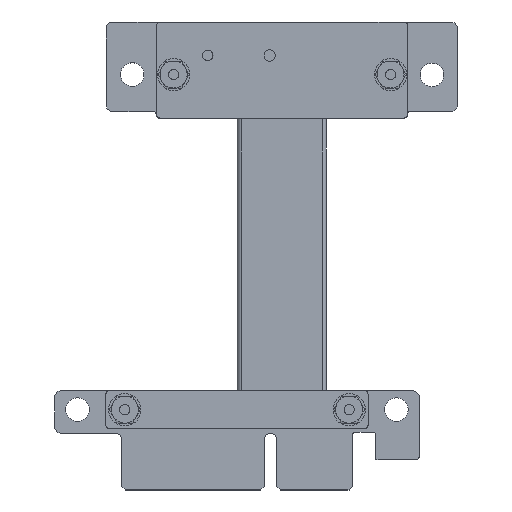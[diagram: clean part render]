
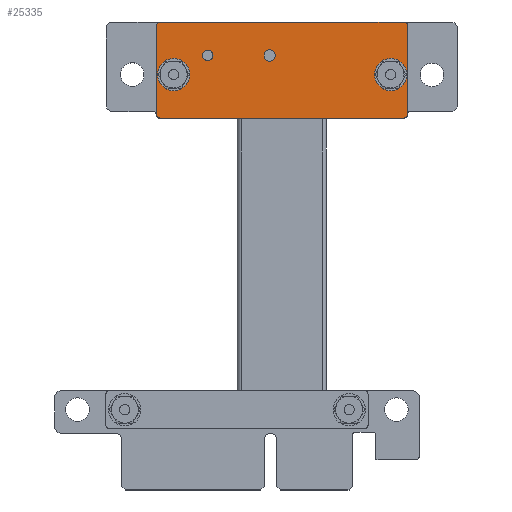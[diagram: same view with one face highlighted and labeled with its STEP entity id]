
A CAD part, top view. The second image highlights one B-rep face of the part: STEP entity #25335.
In plain terms, the highlighted face is planar.
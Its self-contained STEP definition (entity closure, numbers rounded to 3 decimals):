
#25335 = ADVANCED_FACE('',(#25336,#25347,#25358),#25428,.F.);
#25336 = FACE_BOUND('',#25337,.T.);
#25337 = EDGE_LOOP('',(#25338));
#25338 = ORIENTED_EDGE('',*,*,#25339,.F.);
#25339 = EDGE_CURVE('',#25340,#25340,#25342,.T.);
#25340 = VERTEX_POINT('',#25341);
#25341 = CARTESIAN_POINT('',(-2.5,0.,5.38));
#25342 = CIRCLE('',#25343,2.4);
#25343 = AXIS2_PLACEMENT_3D('',#25344,#25345,#25346);
#25344 = CARTESIAN_POINT('',(-2.5,0.,7.78));
#25345 = DIRECTION('',(0.,-1.,0.));
#25346 = DIRECTION('',(0.,0.,-1.));
#25347 = FACE_BOUND('',#25348,.T.);
#25348 = EDGE_LOOP('',(#25349));
#25349 = ORIENTED_EDGE('',*,*,#25350,.F.);
#25350 = EDGE_CURVE('',#25351,#25351,#25353,.T.);
#25351 = VERTEX_POINT('',#25352);
#25352 = CARTESIAN_POINT('',(-34.7,0.,5.38));
#25353 = CIRCLE('',#25354,2.4);
#25354 = AXIS2_PLACEMENT_3D('',#25355,#25356,#25357);
#25355 = CARTESIAN_POINT('',(-34.7,0.,7.78));
#25356 = DIRECTION('',(0.,-1.,0.));
#25357 = DIRECTION('',(0.,0.,-1.));
#25358 = FACE_BOUND('',#25359,.T.);
#25359 = EDGE_LOOP('',(#25360,#25370,#25379,#25387,#25396,#25404,#25413,
    #25421));
#25360 = ORIENTED_EDGE('',*,*,#25361,.F.);
#25361 = EDGE_CURVE('',#25362,#25364,#25366,.T.);
#25362 = VERTEX_POINT('',#25363);
#25363 = CARTESIAN_POINT('',(-36.7,0.,14.23));
#25364 = VERTEX_POINT('',#25365);
#25365 = CARTESIAN_POINT('',(-0.5,0.,14.23));
#25366 = LINE('',#25367,#25368);
#25367 = CARTESIAN_POINT('',(-37.2,0.,14.23));
#25368 = VECTOR('',#25369,1.);
#25369 = DIRECTION('',(1.,0.,0.));
#25370 = ORIENTED_EDGE('',*,*,#25371,.T.);
#25371 = EDGE_CURVE('',#25362,#25372,#25374,.T.);
#25372 = VERTEX_POINT('',#25373);
#25373 = CARTESIAN_POINT('',(-37.2,0.,13.73));
#25374 = CIRCLE('',#25375,0.5);
#25375 = AXIS2_PLACEMENT_3D('',#25376,#25377,#25378);
#25376 = CARTESIAN_POINT('',(-36.7,0.,13.73));
#25377 = DIRECTION('',(0.,-1.,0.));
#25378 = DIRECTION('',(0.,0.,1.));
#25379 = ORIENTED_EDGE('',*,*,#25380,.F.);
#25380 = EDGE_CURVE('',#25381,#25372,#25383,.T.);
#25381 = VERTEX_POINT('',#25382);
#25382 = CARTESIAN_POINT('',(-37.2,0.,0.5));
#25383 = LINE('',#25384,#25385);
#25384 = CARTESIAN_POINT('',(-37.2,0.,0.));
#25385 = VECTOR('',#25386,1.);
#25386 = DIRECTION('',(0.,0.,1.));
#25387 = ORIENTED_EDGE('',*,*,#25388,.T.);
#25388 = EDGE_CURVE('',#25381,#25389,#25391,.T.);
#25389 = VERTEX_POINT('',#25390);
#25390 = CARTESIAN_POINT('',(-36.7,0.,0.));
#25391 = CIRCLE('',#25392,0.5);
#25392 = AXIS2_PLACEMENT_3D('',#25393,#25394,#25395);
#25393 = CARTESIAN_POINT('',(-36.7,0.,0.5));
#25394 = DIRECTION('',(0.,-1.,0.));
#25395 = DIRECTION('',(0.,0.,1.));
#25396 = ORIENTED_EDGE('',*,*,#25397,.F.);
#25397 = EDGE_CURVE('',#25398,#25389,#25400,.T.);
#25398 = VERTEX_POINT('',#25399);
#25399 = CARTESIAN_POINT('',(-0.5,0.,0.));
#25400 = LINE('',#25401,#25402);
#25401 = CARTESIAN_POINT('',(0.,0.,0.));
#25402 = VECTOR('',#25403,1.);
#25403 = DIRECTION('',(-1.,0.,0.));
#25404 = ORIENTED_EDGE('',*,*,#25405,.T.);
#25405 = EDGE_CURVE('',#25398,#25406,#25408,.T.);
#25406 = VERTEX_POINT('',#25407);
#25407 = CARTESIAN_POINT('',(0.,0.,0.5));
#25408 = CIRCLE('',#25409,0.5);
#25409 = AXIS2_PLACEMENT_3D('',#25410,#25411,#25412);
#25410 = CARTESIAN_POINT('',(-0.5,0.,0.5));
#25411 = DIRECTION('',(0.,-1.,0.));
#25412 = DIRECTION('',(0.,0.,1.));
#25413 = ORIENTED_EDGE('',*,*,#25414,.F.);
#25414 = EDGE_CURVE('',#25415,#25406,#25417,.T.);
#25415 = VERTEX_POINT('',#25416);
#25416 = CARTESIAN_POINT('',(0.,0.,13.73));
#25417 = LINE('',#25418,#25419);
#25418 = CARTESIAN_POINT('',(0.,0.,14.23));
#25419 = VECTOR('',#25420,1.);
#25420 = DIRECTION('',(0.,0.,-1.));
#25421 = ORIENTED_EDGE('',*,*,#25422,.T.);
#25422 = EDGE_CURVE('',#25415,#25364,#25423,.T.);
#25423 = CIRCLE('',#25424,0.5);
#25424 = AXIS2_PLACEMENT_3D('',#25425,#25426,#25427);
#25425 = CARTESIAN_POINT('',(-0.5,0.,13.73));
#25426 = DIRECTION('',(0.,-1.,0.));
#25427 = DIRECTION('',(0.,0.,1.));
#25428 = PLANE('',#25429);
#25429 = AXIS2_PLACEMENT_3D('',#25430,#25431,#25432);
#25430 = CARTESIAN_POINT('',(0.,0.,0.));
#25431 = DIRECTION('',(0.,1.,0.));
#25432 = DIRECTION('',(0.,0.,1.));
